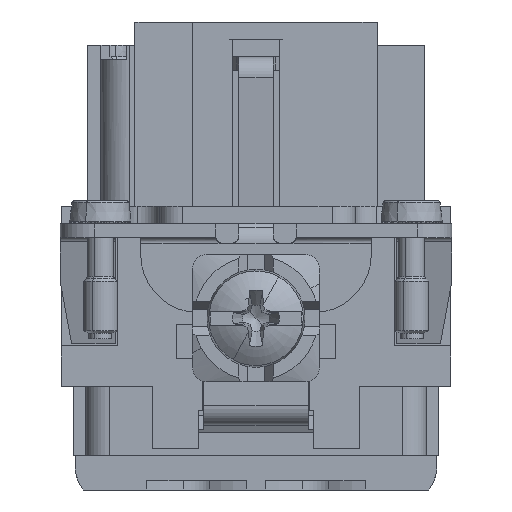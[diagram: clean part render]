
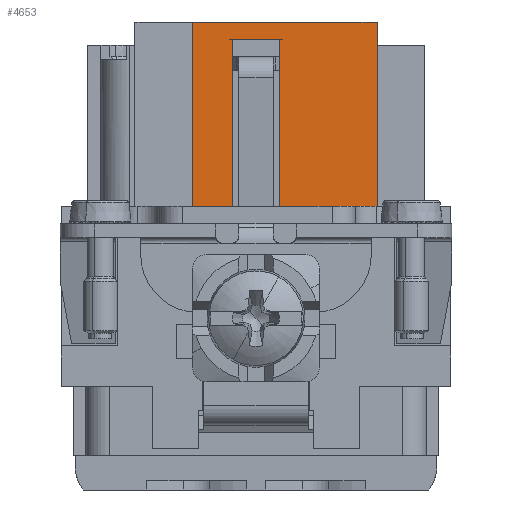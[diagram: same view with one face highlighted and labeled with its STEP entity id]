
A CAD part, front view. The second image highlights one B-rep face of the part: STEP entity #4653.
In plain terms, the highlighted planar face has unit normal (0, -1, 0).
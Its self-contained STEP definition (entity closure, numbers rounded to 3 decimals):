
#4601=AXIS2_PLACEMENT_3D('Plane Axis2P3D',#4598,#4599,#4600) ;
#959=CARTESIAN_POINT('Vertex',(27.5,11.2,40.6)) ;
#962=CARTESIAN_POINT('Line Origine',(27.5,11.2,32.6)) ;
#966=CARTESIAN_POINT('Vertex',(27.5,11.2,24.6)) ;
#4523=CARTESIAN_POINT('Vertex',(11.5,11.2,40.6)) ;
#4526=CARTESIAN_POINT('Line Origine',(19.5,11.2,40.6)) ;
#4598=CARTESIAN_POINT('Axis2P3D Location',(27.5,11.2,24.6)) ;
#4603=CARTESIAN_POINT('Line Origine',(14.975,11.2,31.85)) ;
#4607=CARTESIAN_POINT('Vertex',(14.975,11.2,24.6)) ;
#4609=CARTESIAN_POINT('Vertex',(14.975,11.2,39.1)) ;
#4612=CARTESIAN_POINT('Line Origine',(17.,11.2,39.1)) ;
#4616=CARTESIAN_POINT('Vertex',(19.025,11.2,39.1)) ;
#4619=CARTESIAN_POINT('Line Origine',(19.025,11.2,31.85)) ;
#4623=CARTESIAN_POINT('Vertex',(19.025,11.2,24.6)) ;
#4626=CARTESIAN_POINT('Line Origine',(23.263,11.2,24.6)) ;
#4631=CARTESIAN_POINT('Line Origine',(11.5,11.2,32.6)) ;
#4635=CARTESIAN_POINT('Vertex',(11.5,11.2,24.6)) ;
#4638=CARTESIAN_POINT('Line Origine',(13.237,11.2,24.6)) ;
#963=DIRECTION('Vector Direction',(0.,0.,1.)) ;
#4527=DIRECTION('Vector Direction',(-1.,0.,0.)) ;
#4599=DIRECTION('Axis2P3D Direction',(0.,1.,0.)) ;
#4600=DIRECTION('Axis2P3D XDirection',(-1.,0.,0.)) ;
#4604=DIRECTION('Vector Direction',(0.,0.,1.)) ;
#4613=DIRECTION('Vector Direction',(-1.,0.,0.)) ;
#4620=DIRECTION('Vector Direction',(0.,0.,1.)) ;
#4627=DIRECTION('Vector Direction',(-1.,0.,0.)) ;
#4632=DIRECTION('Vector Direction',(0.,0.,1.)) ;
#4639=DIRECTION('Vector Direction',(-1.,0.,0.)) ;
#964=VECTOR('Line Direction',#963,1.) ;
#4528=VECTOR('Line Direction',#4527,1.) ;
#4605=VECTOR('Line Direction',#4604,1.) ;
#4614=VECTOR('Line Direction',#4613,1.) ;
#4621=VECTOR('Line Direction',#4620,1.) ;
#4628=VECTOR('Line Direction',#4627,1.) ;
#4633=VECTOR('Line Direction',#4632,1.) ;
#4640=VECTOR('Line Direction',#4639,1.) ;
#4644=ORIENTED_EDGE('',*,*,#4611,.T.) ;
#4645=ORIENTED_EDGE('',*,*,#4618,.F.) ;
#4646=ORIENTED_EDGE('',*,*,#4625,.F.) ;
#4647=ORIENTED_EDGE('',*,*,#4630,.T.) ;
#4648=ORIENTED_EDGE('',*,*,#968,.T.) ;
#4649=ORIENTED_EDGE('',*,*,#4530,.F.) ;
#4650=ORIENTED_EDGE('',*,*,#4637,.F.) ;
#4651=ORIENTED_EDGE('',*,*,#4642,.T.) ;
#4653=ADVANCED_FACE('Hauptk\X2\00F6\X0\rper',(#4652),#4602,.F.) ;
#968=EDGE_CURVE('',#967,#960,#965,.T.) ;
#4530=EDGE_CURVE('',#4524,#960,#4529,.F.) ;
#4611=EDGE_CURVE('',#4608,#4610,#4606,.T.) ;
#4618=EDGE_CURVE('',#4617,#4610,#4615,.T.) ;
#4625=EDGE_CURVE('',#4624,#4617,#4622,.T.) ;
#4630=EDGE_CURVE('',#4624,#967,#4629,.F.) ;
#4637=EDGE_CURVE('',#4636,#4524,#4634,.T.) ;
#4642=EDGE_CURVE('',#4636,#4608,#4641,.F.) ;
#4643=EDGE_LOOP('',(#4644,#4645,#4646,#4647,#4648,#4649,#4650,#4651)) ;
#4652=FACE_OUTER_BOUND('',#4643,.T.) ;
#965=LINE('Line',#962,#964) ;
#4529=LINE('Line',#4526,#4528) ;
#4606=LINE('Line',#4603,#4605) ;
#4615=LINE('Line',#4612,#4614) ;
#4622=LINE('Line',#4619,#4621) ;
#4629=LINE('Line',#4626,#4628) ;
#4634=LINE('Line',#4631,#4633) ;
#4641=LINE('Line',#4638,#4640) ;
#4602=PLANE('',#4601) ;
#960=VERTEX_POINT('',#959) ;
#967=VERTEX_POINT('',#966) ;
#4524=VERTEX_POINT('',#4523) ;
#4608=VERTEX_POINT('',#4607) ;
#4610=VERTEX_POINT('',#4609) ;
#4617=VERTEX_POINT('',#4616) ;
#4624=VERTEX_POINT('',#4623) ;
#4636=VERTEX_POINT('',#4635) ;
